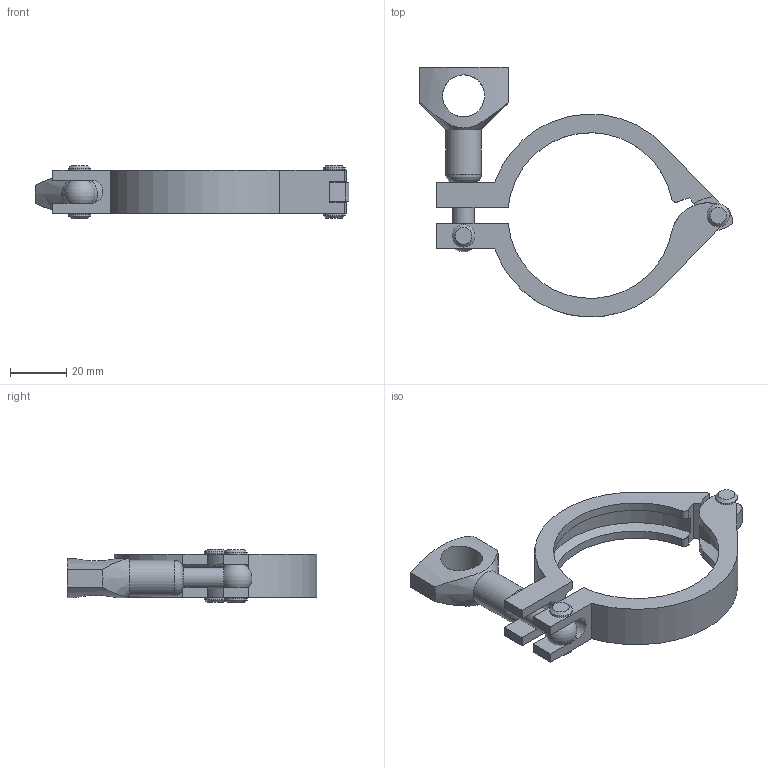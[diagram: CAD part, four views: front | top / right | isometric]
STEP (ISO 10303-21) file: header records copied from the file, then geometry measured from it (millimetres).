
FILE_DESCRIPTION(/* description */ (''),/* implementation_level */ '2;1');
FILE_NAME(/* name */ '13MHHM-2.stp',/* time_stamp */ '2023-08-24T13:35:58-04:00',/* author */ ('rick'),/* organization */ (''),/* preprocessor_version */ 'ST-DEVELOPER v18.1',/* originating_system */ 'Autodesk Inventor 2020',/* authorisation */ '');
FILE_SCHEMA (('AUTOMOTIVE_DESIGN { 1 0 10303 214 3 1 1 }'));
Length unit declared in the file: inch
Products named in the file (1): 13MHHM-2
Bounding box: 111.91 x 89.09 x 19.23 mm (x, y, z)
Volume: 30378.3 mm3; surface area: 19533.6 mm2
Topology: 6 solids, 6 shells, 85 faces, 229 edges, 157 vertices
Faces by surface type: cylinder 37, plane 37, cone 9, sphere 1, bspline 1
Full cylindrical faces by diameter (mm): 4.445 x2, 5.004 x2, 5.588 x4, 7.112 x1, 7.62 x1, 8.001 x4, 12.7 x1, 14.986 x1
Entity records: 2989 total; most frequent: CARTESIAN_POINT 699, DIRECTION 472, ORIENTED_EDGE 458, EDGE_CURVE 229, AXIS2_PLACEMENT_3D 180, VERTEX_POINT 157, LINE 112, VECTOR 112
